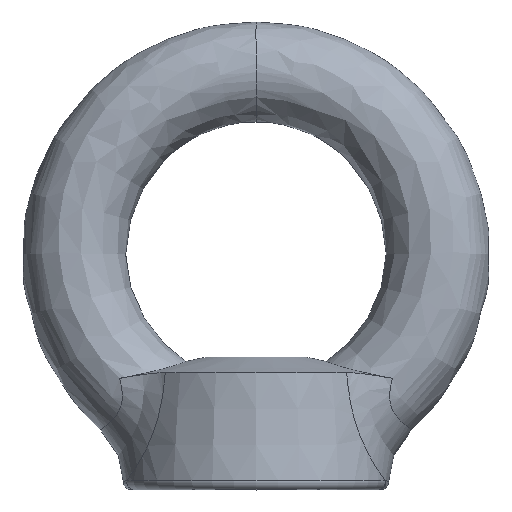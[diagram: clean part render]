
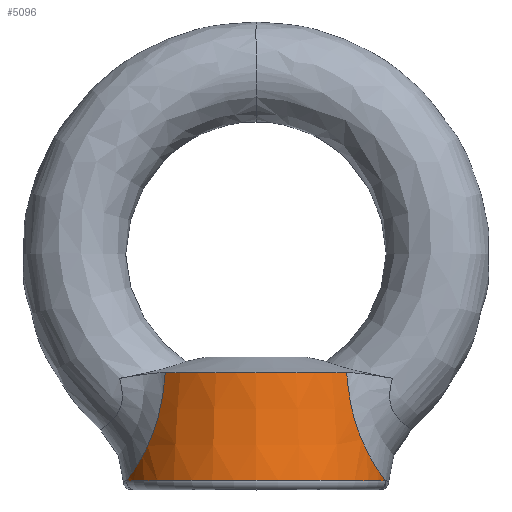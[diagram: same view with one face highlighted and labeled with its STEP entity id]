
A CAD part, top view. The second image highlights one B-rep face of the part: STEP entity #5096.
In plain terms, the highlighted conical face has half-angle 5 degrees and reference radius 8 mm.
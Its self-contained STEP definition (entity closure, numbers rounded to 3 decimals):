
#59 = DIRECTION ( 'NONE',  ( 0., -1., 0. ) ) ;
#105 = CARTESIAN_POINT ( 'NONE',  ( -5.859, 4.321, 4.876 ) ) ;
#213 = VERTEX_POINT ( 'NONE', #6249 ) ;
#1292 = CARTESIAN_POINT ( 'NONE',  ( -7.742, 0.544, 1.818 ) ) ;
#1387 = AXIS2_PLACEMENT_3D ( 'NONE', #11912, #3468, #4832 ) ;
#1413 = CARTESIAN_POINT ( 'NONE',  ( 6.533, 2.507, 4.232 ) ) ;
#1947 = AXIS2_PLACEMENT_3D ( 'NONE', #15241, #59, #8085 ) ;
#2074 = FACE_OUTER_BOUND ( 'NONE', #7118, .T. ) ;
#2187 = VERTEX_POINT ( 'NONE', #13370 ) ;
#2324 = ORIENTED_EDGE ( 'NONE', *, *, #13776, .T. ) ;
#3468 = DIRECTION ( 'NONE',  ( 0., -1., 0. ) ) ;
#3503 = CARTESIAN_POINT ( 'NONE',  ( 7.327, 1.123, 2.974 ) ) ;
#3596 = CARTESIAN_POINT ( 'NONE',  ( 5.426, 7., 5.013 ) ) ;
#3945 = CARTESIAN_POINT ( 'NONE',  ( -5.454, 6.66, 5.027 ) ) ;
#4637 = VERTEX_POINT ( 'NONE', #12157 ) ;
#4795 = CARTESIAN_POINT ( 'NONE',  ( -5.488, 6.321, 5.034 ) ) ;
#4832 = DIRECTION ( 'NONE',  ( 1., 0., 0. ) ) ;
#4917 = CARTESIAN_POINT ( 'NONE',  ( 5.567, 5.64, 5.038 ) ) ;
#5096 = ADVANCED_FACE ( 'NONE', ( #2074 ), #6699, .T. ) ;
#5107 = CARTESIAN_POINT ( 'NONE',  ( -5.637, 5.308, 5.002 ) ) ;
#5408 = AXIS2_PLACEMENT_3D ( 'NONE', #7794, #13663, #14759 ) ;
#5836 = ORIENTED_EDGE ( 'NONE', *, *, #14396, .T. ) ;
#5901 = CARTESIAN_POINT ( 'NONE',  ( 6.402, 2.789, 4.382 ) ) ;
#5986 = CARTESIAN_POINT ( 'NONE',  ( -6.53, 2.512, 4.235 ) ) ;
#6238 = CARTESIAN_POINT ( 'NONE',  ( -6.163, 3.375, 4.627 ) ) ;
#6249 = CARTESIAN_POINT ( 'NONE',  ( -5.426, 7., 5.013 ) ) ;
#6699 = CONICAL_SURFACE ( 'NONE', #1387, 8., 0.087 ) ;
#7118 = EDGE_LOOP ( 'NONE', ( #12839, #5836, #12253, #2324 ) ) ;
#7146 = CARTESIAN_POINT ( 'NONE',  ( -7.198, 1.319, 3.229 ) ) ;
#7262 = CARTESIAN_POINT ( 'NONE',  ( 5.481, 6.319, 5.042 ) ) ;
#7451 = CARTESIAN_POINT ( 'NONE',  ( -7.557, 0.791, 2.424 ) ) ;
#7794 = CARTESIAN_POINT ( 'NONE',  ( 0., 0.544, 0. ) ) ;
#8085 = DIRECTION ( 'NONE',  ( 1., 0., 0. ) ) ;
#8328 = CARTESIAN_POINT ( 'NONE',  ( -7.326, 1.125, 2.977 ) ) ;
#8642 = CARTESIAN_POINT ( 'NONE',  ( -7.659, 0.653, 2.128 ) ) ;
#9078 = B_SPLINE_CURVE_WITH_KNOTS ( 'NONE', 3,
 ( #14226, #13089, #11797, #3503, #10672, #11740, #10618, #1413, #5901, #14119, #9435, #12986, #13135, #4917, #7262, #3596 ),
 .UNSPECIFIED., .F., .F.,
 ( 4, 2, 2, 2, 2, 2, 2, 4 ),
 ( 0.012, 0.013, 0.014, 0.015, 0.016, 0.017, 0.018, 0.02 ),
 .UNSPECIFIED. ) ;
#9435 = CARTESIAN_POINT ( 'NONE',  ( 6.053, 3.683, 4.725 ) ) ;
#9513 = CARTESIAN_POINT ( 'NONE',  ( -5.58, 5.646, 5.021 ) ) ;
#9874 = CARTESIAN_POINT ( 'NONE',  ( -6.402, 2.789, 4.382 ) ) ;
#9875 = VERTEX_POINT ( 'NONE', #14592 ) ;
#10618 = CARTESIAN_POINT ( 'NONE',  ( 6.799, 1.989, 3.882 ) ) ;
#10672 = CARTESIAN_POINT ( 'NONE',  ( 7.201, 1.314, 3.224 ) ) ;
#11444 = B_SPLINE_CURVE_WITH_KNOTS ( 'NONE', 3,
 ( #11627, #3945, #4795, #9513, #5107, #13326, #105, #13023, #6238, #9874, #5986, #13374, #14209, #7146, #8328, #7451, #8642, #1292 ),
 .UNSPECIFIED., .F., .F.,
 ( 4, 2, 2, 2, 2, 2, 2, 2, 4 ),
 ( 0., 0.001, 0.002, 0.003, 0.004, 0.005, 0.006, 0.007, 0.008 ),
 .UNSPECIFIED. ) ;
#11627 = CARTESIAN_POINT ( 'NONE',  ( -5.426, 7., 5.013 ) ) ;
#11740 = CARTESIAN_POINT ( 'NONE',  ( 6.936, 1.748, 3.679 ) ) ;
#11797 = CARTESIAN_POINT ( 'NONE',  ( 7.556, 0.792, 2.426 ) ) ;
#11912 = CARTESIAN_POINT ( 'NONE',  ( 0., 0., 0. ) ) ;
#12157 = CARTESIAN_POINT ( 'NONE',  ( -7.742, 0.544, 1.818 ) ) ;
#12253 = ORIENTED_EDGE ( 'NONE', *, *, #15223, .T. ) ;
#12839 = ORIENTED_EDGE ( 'NONE', *, *, #13885, .T. ) ;
#12986 = CARTESIAN_POINT ( 'NONE',  ( 5.86, 4.318, 4.876 ) ) ;
#13023 = CARTESIAN_POINT ( 'NONE',  ( -6.052, 3.687, 4.726 ) ) ;
#13089 = CARTESIAN_POINT ( 'NONE',  ( 7.659, 0.652, 2.127 ) ) ;
#13135 = CARTESIAN_POINT ( 'NONE',  ( 5.776, 4.647, 4.93 ) ) ;
#13326 = CARTESIAN_POINT ( 'NONE',  ( -5.777, 4.645, 4.929 ) ) ;
#13370 = CARTESIAN_POINT ( 'NONE',  ( 5.426, 7., 5.013 ) ) ;
#13374 = CARTESIAN_POINT ( 'NONE',  ( -6.798, 1.991, 3.883 ) ) ;
#13663 = DIRECTION ( 'NONE',  ( 0., 1., 0. ) ) ;
#13776 = EDGE_CURVE ( 'NONE', #2187, #213, #14524, .T. ) ;
#13885 = EDGE_CURVE ( 'NONE', #213, #4637, #11444, .T. ) ;
#14119 = CARTESIAN_POINT ( 'NONE',  ( 6.162, 3.377, 4.628 ) ) ;
#14209 = CARTESIAN_POINT ( 'NONE',  ( -6.935, 1.75, 3.681 ) ) ;
#14226 = CARTESIAN_POINT ( 'NONE',  ( 7.742, 0.544, 1.818 ) ) ;
#14396 = EDGE_CURVE ( 'NONE', #4637, #9875, #14542, .T. ) ;
#14524 = CIRCLE ( 'NONE', #1947, 7.388 ) ;
#14542 = CIRCLE ( 'NONE', #5408, 7.952 ) ;
#14592 = CARTESIAN_POINT ( 'NONE',  ( 7.742, 0.544, 1.818 ) ) ;
#14759 = DIRECTION ( 'NONE',  ( -1., 0., 0. ) ) ;
#15223 = EDGE_CURVE ( 'NONE', #9875, #2187, #9078, .T. ) ;
#15241 = CARTESIAN_POINT ( 'NONE',  ( 0., 7., 0. ) ) ;
